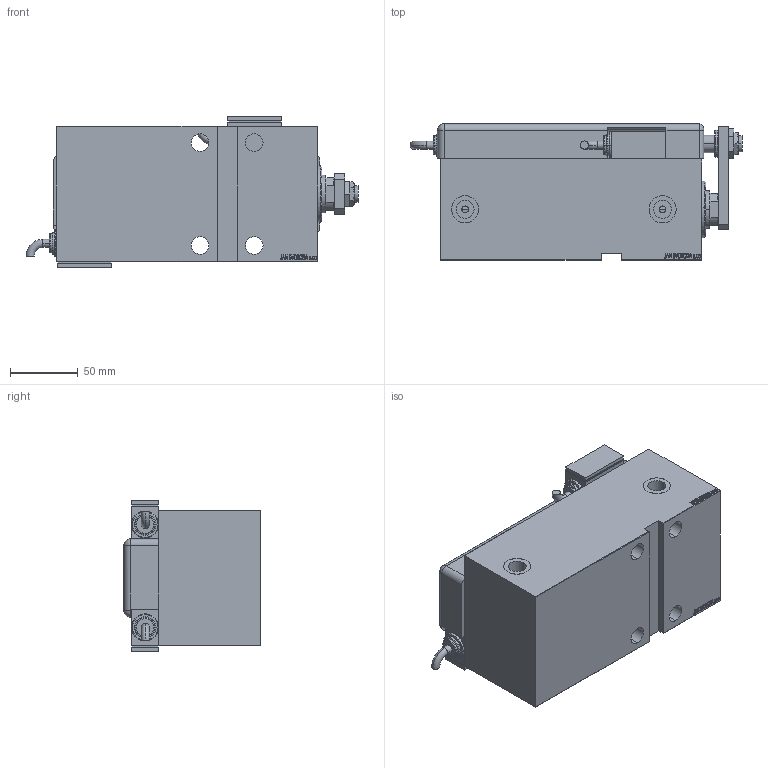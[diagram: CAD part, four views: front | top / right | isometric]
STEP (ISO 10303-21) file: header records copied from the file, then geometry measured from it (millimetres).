
FILE_DESCRIPTION (( 'STEP AP203' ), '1' );
FILE_NAME ('c64b.STEP', '2021-03-18T18:00:11', ( '' ), ( '' ), 'SwSTEP 2.0', 'SolidWorks 2019', '' );
FILE_SCHEMA (( 'CONFIG_CONTROL_DESIGN' ));
Length unit declared in the file: millimetre
Products named in the file (13): KRYT 47d2cc37a452422685b16683751d9d6d; MAGNETIC SWITCH Q 47d2cc37a452422685b16683751d9d6d; ZARAZKA_Q 47d2cc37a452422685b16683751d9d6d; TYC 47d2cc37a452422685b16683751d9d6d; NUT_D13 47d2cc37a452422685b16683751d9d6d; NUT_D19 47d2cc37a452422685b16683751d9d6d; c64b; V450CM_G_VCP 47d2cc37a452422685b16683751d9d6d; SWITCH_Q_FRONT_BACK 47d2cc37a452422685b16683751d9d6d; V450CM_VC_G 47d2cc37a452422685b16683751d9d6d; V450CM_G 47d2cc37a452422685b16683751d9d6d; SWITCH DIM A_G 47d2cc37a452422685b16683751d9d6d; SWITCH Q 47d2cc37a452422685b16683751d9d6d
Assembly tree (13 placements, depth 3):
  c64b
    V450CM_G 47d2cc37a452422685b16683751d9d6d
    V450CM_G_VCP 47d2cc37a452422685b16683751d9d6d
    V450CM_VC_G 47d2cc37a452422685b16683751d9d6d
    MAGNETIC SWITCH Q 47d2cc37a452422685b16683751d9d6d
      SWITCH_Q_FRONT_BACK 47d2cc37a452422685b16683751d9d6d
      TYC 47d2cc37a452422685b16683751d9d6d
      ZARAZKA_Q 47d2cc37a452422685b16683751d9d6d
      SWITCH DIM A_G 47d2cc37a452422685b16683751d9d6d
      NUT_D19 47d2cc37a452422685b16683751d9d6d
      NUT_D13 47d2cc37a452422685b16683751d9d6d
      KRYT 47d2cc37a452422685b16683751d9d6d
      SWITCH Q 47d2cc37a452422685b16683751d9d6d  x2
Bounding box: 245.46 x 100.8 x 111 mm (x, y, z)
Volume: 1368006.2 mm3; surface area: 236905 mm2
Topology: 13 solids, 13 shells, 1258 faces, 3195 edges, 2109 vertices
Faces by surface type: plane 622, bspline 471, cylinder 119, cone 22, torus 22, sphere 2
Entity records: 59524 total; most frequent: CARTESIAN_POINT 31632, ORIENTED_EDGE 6194, DIRECTION 3933, EDGE_CURVE 3097, VERTEX_POINT 2049, LINE 1849, VECTOR 1849, EDGE_LOOP 1392
